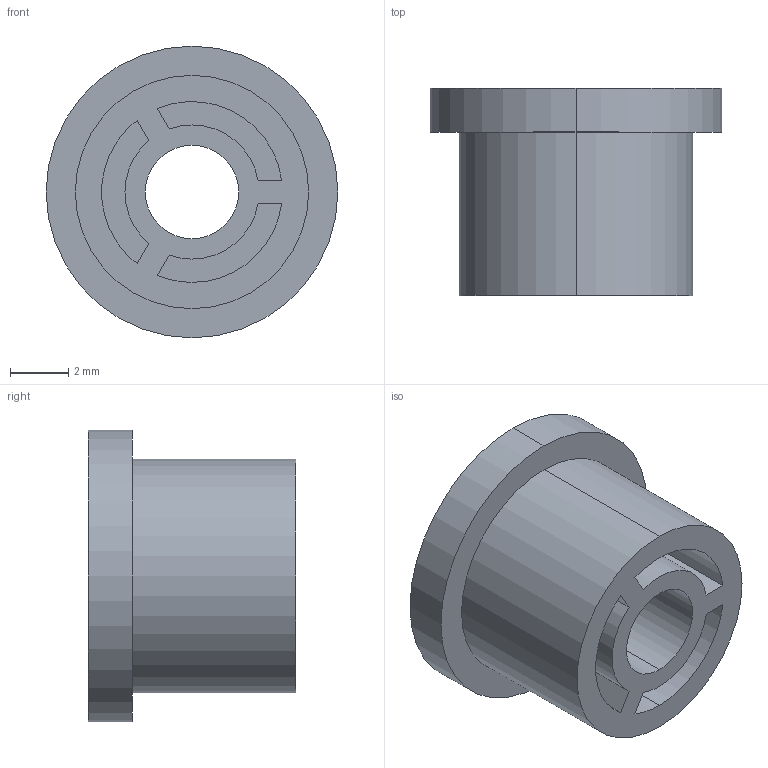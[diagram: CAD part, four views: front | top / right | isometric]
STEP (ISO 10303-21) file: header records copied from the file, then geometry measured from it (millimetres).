
FILE_DESCRIPTION (( 'STEP AP203' ), '1' );
FILE_NAME ('PBPF-BU_Predeterminado_sldprt.STEP', '2020-08-31T14:55:58', ( '' ), ( '' ), 'SwSTEP 2.0', 'SolidWorks 2020', '' );
FILE_SCHEMA (( 'CONFIG_CONTROL_DESIGN' ));
Length unit declared in the file: millimetre
Products named in the file (1): PBPF-BU_Predeterminado_sldprt
Bounding box: 10 x 7.1 x 10 mm (x, y, z)
Volume: 255.4 mm3; surface area: 610.3 mm2
Topology: 2 solids, 2 shells, 32 faces, 72 edges, 48 vertices
Faces by surface type: cylinder 18, plane 14
Entity records: 995 total; most frequent: DIRECTION 174, CARTESIAN_POINT 153, ORIENTED_EDGE 144, EDGE_CURVE 72, AXIS2_PLACEMENT_3D 69, VERTEX_POINT 48, EDGE_LOOP 40, CIRCLE 36
